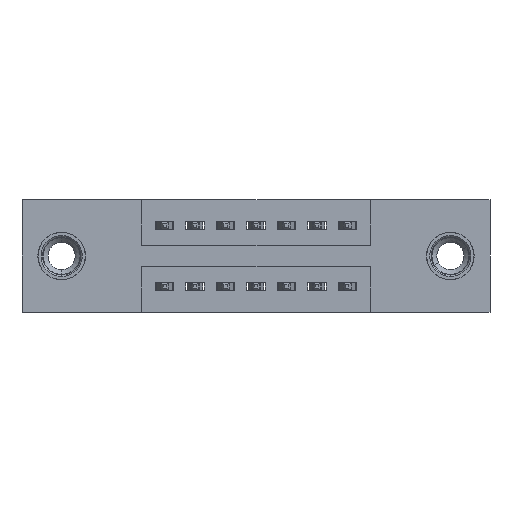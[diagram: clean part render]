
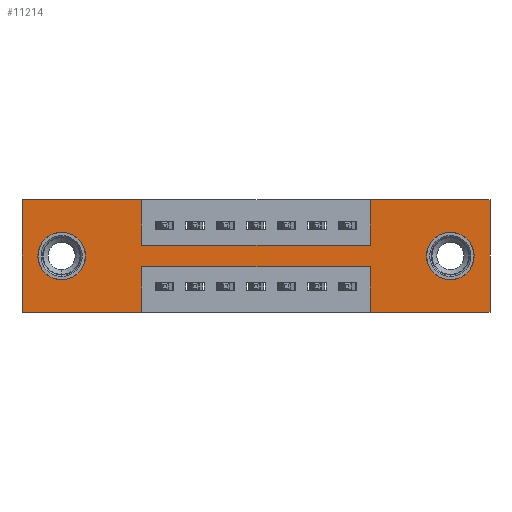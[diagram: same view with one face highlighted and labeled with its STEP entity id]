
A CAD part, front view. The second image highlights one B-rep face of the part: STEP entity #11214.
In plain terms, the highlighted planar face has unit normal (0, -1, 0).
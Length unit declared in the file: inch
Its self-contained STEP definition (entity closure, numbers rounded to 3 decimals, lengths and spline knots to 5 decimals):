
#248 = VECTOR ( 'NONE', #5732, 39.37008 ) ;
#272 = AXIS2_PLACEMENT_3D ( 'NONE', #3229, #8567, #7524 ) ;
#416 = LINE ( 'NONE', #6252, #9971 ) ;
#554 = CARTESIAN_POINT ( 'NONE',  ( 0.13, 0., -0.263 ) ) ;
#570 = CARTESIAN_POINT ( 'NONE',  ( 0., 0., 0. ) ) ;
#703 = DIRECTION ( 'NONE',  ( 0., 1., 0. ) ) ;
#805 = VERTEX_POINT ( 'NONE', #9000 ) ;
#841 = VERTEX_POINT ( 'NONE', #1100 ) ;
#969 = LINE ( 'NONE', #5180, #8487 ) ;
#1051 = EDGE_CURVE ( 'NONE', #3118, #3059, #6347, .T. ) ;
#1100 = CARTESIAN_POINT ( 'NONE',  ( 1.1425, 0., 0. ) ) ;
#1113 = DIRECTION ( 'NONE',  ( -1., 0., 0. ) ) ;
#1293 = VERTEX_POINT ( 'NONE', #6319 ) ;
#1389 = VERTEX_POINT ( 'NONE', #10813 ) ;
#1431 = VERTEX_POINT ( 'NONE', #9950 ) ;
#1446 = EDGE_LOOP ( 'NONE', ( #10066, #8666, #2396, #1944, #9411, #8783, #5227, #5869, #2146, #8635, #9763, #6595 ) ) ;
#1474 = DIRECTION ( 'NONE',  ( 0., 1., 0. ) ) ;
#1571 = EDGE_LOOP ( 'NONE', ( #8397, #7342 ) ) ;
#1612 = VERTEX_POINT ( 'NONE', #10113 ) ;
#1944 = ORIENTED_EDGE ( 'NONE', *, *, #10870, .F. ) ;
#1961 = CIRCLE ( 'NONE', #272, 0.078 ) ;
#2060 = AXIS2_PLACEMENT_3D ( 'NONE', #9401, #703, #5046 ) ;
#2146 = ORIENTED_EDGE ( 'NONE', *, *, #11104, .F. ) ;
#2159 = VECTOR ( 'NONE', #5400, 39.37008 ) ;
#2275 = CARTESIAN_POINT ( 'NONE',  ( 1.1425, 0., -0.15 ) ) ;
#2396 = ORIENTED_EDGE ( 'NONE', *, *, #9199, .F. ) ;
#2446 = VERTEX_POINT ( 'NONE', #6635 ) ;
#2628 = VECTOR ( 'NONE', #9155, 39.37008 ) ;
#3033 = VECTOR ( 'NONE', #6960, 39.37008 ) ;
#3059 = VERTEX_POINT ( 'NONE', #4095 ) ;
#3094 = VERTEX_POINT ( 'NONE', #11106 ) ;
#3118 = VERTEX_POINT ( 'NONE', #5824 ) ;
#3125 = CARTESIAN_POINT ( 'NONE',  ( 0.13, 0., -0.185 ) ) ;
#3229 = CARTESIAN_POINT ( 'NONE',  ( 1.405, 0., -0.185 ) ) ;
#3295 = FACE_OUTER_BOUND ( 'NONE', #1446, .T. ) ;
#3327 = LINE ( 'NONE', #7737, #3033 ) ;
#3428 = AXIS2_PLACEMENT_3D ( 'NONE', #3125, #10216, #9344 ) ;
#3757 = AXIS2_PLACEMENT_3D ( 'NONE', #6822, #1474, #6789 ) ;
#3760 = DIRECTION ( 'NONE',  ( 1., 0., 0. ) ) ;
#3858 = EDGE_CURVE ( 'NONE', #10627, #2446, #1961, .T. ) ;
#3990 = LINE ( 'NONE', #4902, #248 ) ;
#4095 = CARTESIAN_POINT ( 'NONE',  ( 0.3925, 0., -0.22 ) ) ;
#4585 = CARTESIAN_POINT ( 'NONE',  ( 1.405, 0., -0.263 ) ) ;
#4675 = DIRECTION ( 'NONE',  ( 0., 0., -1. ) ) ;
#4697 = CARTESIAN_POINT ( 'NONE',  ( 0., 0., -0.37 ) ) ;
#4801 = EDGE_CURVE ( 'NONE', #5904, #841, #10683, .T. ) ;
#4838 = VECTOR ( 'NONE', #4675, 39.37008 ) ;
#4902 = CARTESIAN_POINT ( 'NONE',  ( 1.535, 0., 0. ) ) ;
#4991 = EDGE_CURVE ( 'NONE', #7466, #805, #8633, .T. ) ;
#5046 = DIRECTION ( 'NONE',  ( 0., 0., 1. ) ) ;
#5070 = EDGE_CURVE ( 'NONE', #7565, #3094, #9708, .T. ) ;
#5122 = CIRCLE ( 'NONE', #3757, 0.078 ) ;
#5129 = VECTOR ( 'NONE', #8580, 39.37008 ) ;
#5180 = CARTESIAN_POINT ( 'NONE',  ( 0.3925, 0., -0.15 ) ) ;
#5227 = ORIENTED_EDGE ( 'NONE', *, *, #4801, .F. ) ;
#5242 = CARTESIAN_POINT ( 'NONE',  ( 0., 0., 0. ) ) ;
#5399 = CARTESIAN_POINT ( 'NONE',  ( 0.3925, 0., 0. ) ) ;
#5400 = DIRECTION ( 'NONE',  ( -1., 0., 0. ) ) ;
#5403 = LINE ( 'NONE', #570, #5129 ) ;
#5641 = AXIS2_PLACEMENT_3D ( 'NONE', #7505, #10923, #8363 ) ;
#5689 = VECTOR ( 'NONE', #1113, 39.37008 ) ;
#5713 = EDGE_CURVE ( 'NONE', #805, #7565, #5403, .T. ) ;
#5732 = DIRECTION ( 'NONE',  ( 0., 0., -1. ) ) ;
#5824 = CARTESIAN_POINT ( 'NONE',  ( 1.1425, 0., -0.22 ) ) ;
#5869 = ORIENTED_EDGE ( 'NONE', *, *, #8991, .F. ) ;
#5904 = VERTEX_POINT ( 'NONE', #2275 ) ;
#5948 = VECTOR ( 'NONE', #6653, 39.37008 ) ;
#5970 = EDGE_CURVE ( 'NONE', #8078, #1431, #11302, .T. ) ;
#6169 = DIRECTION ( 'NONE',  ( 0., 0., -1. ) ) ;
#6252 = CARTESIAN_POINT ( 'NONE',  ( 0.3925, 0., -0.37 ) ) ;
#6319 = CARTESIAN_POINT ( 'NONE',  ( 1.535, 0., 0. ) ) ;
#6347 = LINE ( 'NONE', #9393, #5948 ) ;
#6428 = CARTESIAN_POINT ( 'NONE',  ( 0., 0., -0.37 ) ) ;
#6469 = CIRCLE ( 'NONE', #3428, 0.078 ) ;
#6505 = VERTEX_POINT ( 'NONE', #8500 ) ;
#6595 = ORIENTED_EDGE ( 'NONE', *, *, #4991, .F. ) ;
#6635 = CARTESIAN_POINT ( 'NONE',  ( 1.405, 0., -0.107 ) ) ;
#6653 = DIRECTION ( 'NONE',  ( -1., 0., 0. ) ) ;
#6789 = DIRECTION ( 'NONE',  ( 0., 0., -1. ) ) ;
#6822 = CARTESIAN_POINT ( 'NONE',  ( 1.405, 0., -0.185 ) ) ;
#6960 = DIRECTION ( 'NONE',  ( 0., 0., 1. ) ) ;
#7004 = DIRECTION ( 'NONE',  ( 1., 0., 0. ) ) ;
#7189 = DIRECTION ( 'NONE',  ( 0., 0., 1. ) ) ;
#7342 = ORIENTED_EDGE ( 'NONE', *, *, #3858, .T. ) ;
#7466 = VERTEX_POINT ( 'NONE', #11208 ) ;
#7505 = CARTESIAN_POINT ( 'NONE',  ( 0., 0., -0.37 ) ) ;
#7524 = DIRECTION ( 'NONE',  ( 0., 0., -1. ) ) ;
#7565 = VERTEX_POINT ( 'NONE', #5242 ) ;
#7612 = EDGE_LOOP ( 'NONE', ( #8539, #7670 ) ) ;
#7670 = ORIENTED_EDGE ( 'NONE', *, *, #5970, .T. ) ;
#7737 = CARTESIAN_POINT ( 'NONE',  ( 1.1425, 0., -0.37 ) ) ;
#7740 = CARTESIAN_POINT ( 'NONE',  ( 1.1425, 0., 0. ) ) ;
#8020 = LINE ( 'NONE', #5399, #4838 ) ;
#8078 = VERTEX_POINT ( 'NONE', #554 ) ;
#8363 = DIRECTION ( 'NONE',  ( 0., 0., -1. ) ) ;
#8397 = ORIENTED_EDGE ( 'NONE', *, *, #9776, .T. ) ;
#8487 = VECTOR ( 'NONE', #7004, 39.37008 ) ;
#8500 = CARTESIAN_POINT ( 'NONE',  ( 1.1425, 0., -0.37 ) ) ;
#8539 = ORIENTED_EDGE ( 'NONE', *, *, #11402, .T. ) ;
#8567 = DIRECTION ( 'NONE',  ( 0., 1., 0. ) ) ;
#8580 = DIRECTION ( 'NONE',  ( 0., 0., 1. ) ) ;
#8633 = LINE ( 'NONE', #6428, #5689 ) ;
#8635 = ORIENTED_EDGE ( 'NONE', *, *, #5070, .F. ) ;
#8666 = ORIENTED_EDGE ( 'NONE', *, *, #1051, .F. ) ;
#8783 = ORIENTED_EDGE ( 'NONE', *, *, #9933, .F. ) ;
#8991 = EDGE_CURVE ( 'NONE', #1612, #5904, #969, .T. ) ;
#9000 = CARTESIAN_POINT ( 'NONE',  ( 0., 0., -0.37 ) ) ;
#9043 = CARTESIAN_POINT ( 'NONE',  ( 0., 0., 0. ) ) ;
#9072 = EDGE_CURVE ( 'NONE', #3059, #7466, #416, .T. ) ;
#9136 = VECTOR ( 'NONE', #3760, 39.37008 ) ;
#9155 = DIRECTION ( 'NONE',  ( 1., 0., 0. ) ) ;
#9157 = PLANE ( 'NONE',  #5641 ) ;
#9199 = EDGE_CURVE ( 'NONE', #6505, #3118, #3327, .T. ) ;
#9344 = DIRECTION ( 'NONE',  ( 0., 0., 1. ) ) ;
#9393 = CARTESIAN_POINT ( 'NONE',  ( 0.3925, 0., -0.22 ) ) ;
#9401 = CARTESIAN_POINT ( 'NONE',  ( 0.13, 0., -0.185 ) ) ;
#9411 = ORIENTED_EDGE ( 'NONE', *, *, #11401, .F. ) ;
#9708 = LINE ( 'NONE', #9944, #2628 ) ;
#9763 = ORIENTED_EDGE ( 'NONE', *, *, #5713, .F. ) ;
#9776 = EDGE_CURVE ( 'NONE', #2446, #10627, #5122, .T. ) ;
#9929 = FACE_BOUND ( 'NONE', #1571, .T. ) ;
#9933 = EDGE_CURVE ( 'NONE', #841, #1293, #10232, .T. ) ;
#9944 = CARTESIAN_POINT ( 'NONE',  ( 0., 0., 0. ) ) ;
#9950 = CARTESIAN_POINT ( 'NONE',  ( 0.13, 0., -0.107 ) ) ;
#9971 = VECTOR ( 'NONE', #6169, 39.37008 ) ;
#10066 = ORIENTED_EDGE ( 'NONE', *, *, #9072, .F. ) ;
#10113 = CARTESIAN_POINT ( 'NONE',  ( 0.3925, 0., -0.15 ) ) ;
#10216 = DIRECTION ( 'NONE',  ( 0., 1., 0. ) ) ;
#10232 = LINE ( 'NONE', #9043, #9136 ) ;
#10361 = LINE ( 'NONE', #4697, #2159 ) ;
#10373 = FACE_BOUND ( 'NONE', #7612, .T. ) ;
#10627 = VERTEX_POINT ( 'NONE', #4585 ) ;
#10683 = LINE ( 'NONE', #7740, #11344 ) ;
#10813 = CARTESIAN_POINT ( 'NONE',  ( 1.535, 0., -0.37 ) ) ;
#10870 = EDGE_CURVE ( 'NONE', #1389, #6505, #10361, .T. ) ;
#10923 = DIRECTION ( 'NONE',  ( 0., -1., 0. ) ) ;
#11104 = EDGE_CURVE ( 'NONE', #3094, #1612, #8020, .T. ) ;
#11106 = CARTESIAN_POINT ( 'NONE',  ( 0.3925, 0., 0. ) ) ;
#11208 = CARTESIAN_POINT ( 'NONE',  ( 0.3925, 0., -0.37 ) ) ;
#11214 = ADVANCED_FACE ( 'NONE', ( #9929, #10373, #3295 ), #9157, .T. ) ;
#11302 = CIRCLE ( 'NONE', #2060, 0.078 ) ;
#11344 = VECTOR ( 'NONE', #7189, 39.37008 ) ;
#11401 = EDGE_CURVE ( 'NONE', #1293, #1389, #3990, .T. ) ;
#11402 = EDGE_CURVE ( 'NONE', #1431, #8078, #6469, .T. ) ;
